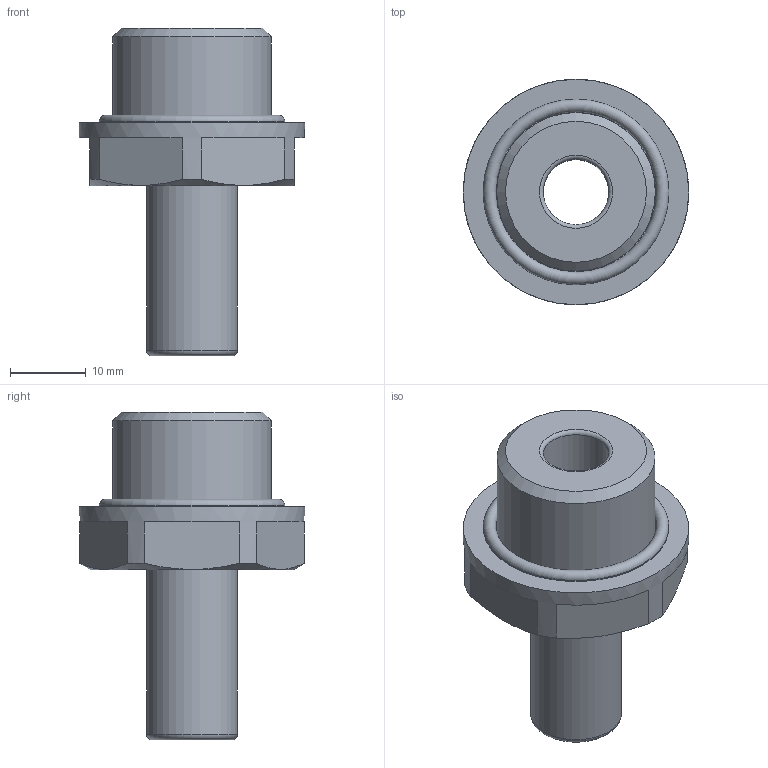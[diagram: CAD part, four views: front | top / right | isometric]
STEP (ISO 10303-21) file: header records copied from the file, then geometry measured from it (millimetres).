
FILE_DESCRIPTION(/* description */ ('STEP AP214'),/* implementation_level */ '2;1');
FILE_NAME(/* name */ '177706_CQ-1_2-12H',/* time_stamp */ '2024-08-07T21:02:21+02:00',/* author */ ('License CC BY-ND 4.0'),/* organization */ ('CADENAS'),/* preprocessor_version */ 'ST-DEVELOPER v19.3',/* originating_system */ 'PARTsolutions',/* authorisation */ ' ');
FILE_SCHEMA (('AP203_CONFIGURATION_CONTROLLED_3D_DESIGN_OF_MECHANICAL_PARTS_AND_ASSEMBLIES_MIM_LF { 1 0 10303 203 3 1 4 }','AUTOMOTIVE_DESIGN { 1 0 10303 214 3 1 1 }','FEATURE_BASED_PROCESS_PLANNING','INTEGRATED_CNC_SCHEMA','AP242_MANAGED_MODEL_BASED_3D_ENGINEERING_MIM_LF { 1 0 10303 442 3 1 4 }','AUTOMOTIVE_DESIGN {1 0 10303 214 3 1 1}'));
Length unit declared in the file: millimetre
Products named in the file (1): 177706 CQ-1/2-12H
Bounding box: 29.8 x 29.8 x 43.3 mm (x, y, z)
Volume: 9338.9 mm3; surface area: 5090.1 mm2
Topology: 1 solids, 1 shells, 34 faces, 75 edges, 47 vertices
Faces by surface type: plane 18, cylinder 7, torus 7, cone 2
Full cylindrical faces by diameter (mm): 8.65 x1, 12 x1, 18 x1, 20.955 x1, 21.15 x1, 24.55 x1, 29.8 x1
Entity records: 892 total; most frequent: CARTESIAN_POINT 165, DIRECTION 154, ORIENTED_EDGE 114, AXIS2_PLACEMENT_3D 68, EDGE_CURVE 57, EDGE_LOOP 56, FACE_BOUND 56, VERTEX_POINT 45
